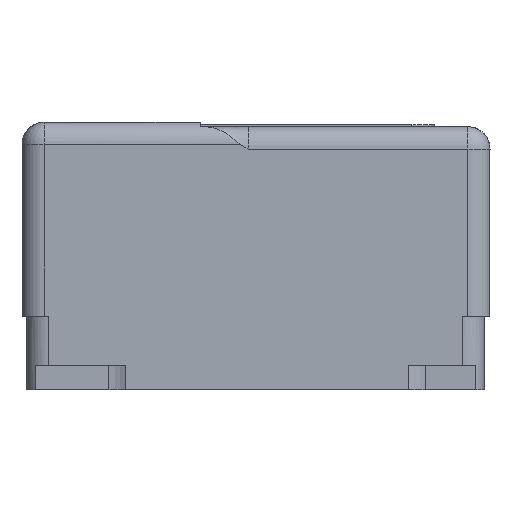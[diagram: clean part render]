
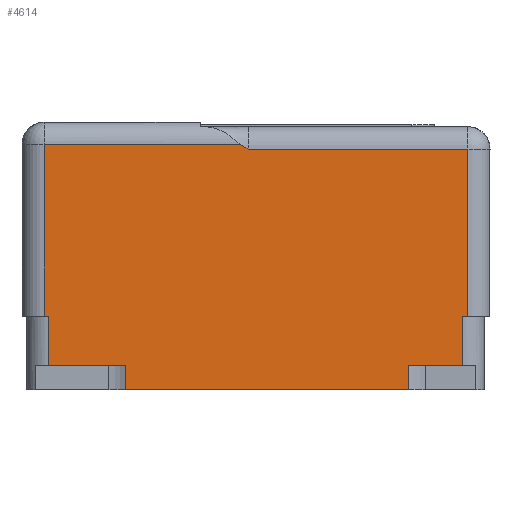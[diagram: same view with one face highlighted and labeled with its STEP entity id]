
A CAD part, left-side view. The second image highlights one B-rep face of the part: STEP entity #4614.
In plain terms, the highlighted planar face has unit normal (-1, 0, 0).
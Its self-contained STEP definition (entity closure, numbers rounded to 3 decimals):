
#73=DIRECTION('',(0.,-1.,0.));
#74=VECTOR('',#73,12.7);
#75=CARTESIAN_POINT('',(0.,-4.65,0.));
#76=LINE('',#75,#74);
#217=DIRECTION('',(0.,0.,1.));
#218=VECTOR('',#217,1.1);
#219=CARTESIAN_POINT('',(0.,-4.65,0.));
#220=LINE('',#219,#218);
#224=DIRECTION('',(0.,-1.,0.));
#225=VECTOR('',#224,3.45);
#226=CARTESIAN_POINT('',(0.,-1.2,1.1));
#227=LINE('',#226,#225);
#231=DIRECTION('',(0.,0.,-1.));
#232=VECTOR('',#231,2.2);
#233=CARTESIAN_POINT('',(0.,-1.2,3.3));
#234=LINE('',#233,#232);
#238=DIRECTION('',(0.,-1.,0.));
#239=VECTOR('',#238,0.2);
#240=CARTESIAN_POINT('',(0.,-1.,3.3));
#241=LINE('',#240,#239);
#245=DIRECTION('',(0.,0.,1.));
#246=VECTOR('',#245,7.7);
#247=CARTESIAN_POINT('',(0.,-1.,3.3));
#248=LINE('',#247,#246);
#252=DIRECTION('',(0.,1.,0.));
#253=VECTOR('',#252,8.801);
#254=CARTESIAN_POINT('',(0.,-9.801,11.));
#255=LINE('',#254,#253);
#259=CARTESIAN_POINT('',(0.,-10.15,10.8));
#260=CARTESIAN_POINT('',(0.,-10.092,10.834));
#261=CARTESIAN_POINT('',(0.,-9.976,10.901));
#262=CARTESIAN_POINT('',(0.,-9.859,10.967));
#263=CARTESIAN_POINT('',(0.,-9.801,11.));
#268=DIRECTION('',(0.,1.,0.));
#269=VECTOR('',#268,9.85);
#270=CARTESIAN_POINT('',(0.,-20.,10.8));
#271=LINE('',#270,#269);
#275=DIRECTION('',(0.,0.,-1.));
#276=VECTOR('',#275,7.5);
#277=CARTESIAN_POINT('',(0.,-20.,10.8));
#278=LINE('',#277,#276);
#282=DIRECTION('',(0.,1.,0.));
#283=VECTOR('',#282,0.25);
#284=CARTESIAN_POINT('',(0.,-20.,3.3));
#285=LINE('',#284,#283);
#289=DIRECTION('',(0.,0.,1.));
#290=VECTOR('',#289,2.2);
#291=CARTESIAN_POINT('',(0.,-19.75,1.1));
#292=LINE('',#291,#290);
#296=DIRECTION('',(0.,-1.,0.));
#297=VECTOR('',#296,2.4);
#298=CARTESIAN_POINT('',(0.,-17.35,1.1));
#299=LINE('',#298,#297);
#303=DIRECTION('',(0.,0.,1.));
#304=VECTOR('',#303,1.1);
#305=CARTESIAN_POINT('',(0.,-17.35,0.));
#306=LINE('',#305,#304);
#3967=CARTESIAN_POINT('',(0.,-4.65,1.1));
#3969=VERTEX_POINT('',#3967);
#3970=CARTESIAN_POINT('',(0.,-4.65,0.));
#3971=VERTEX_POINT('',#3970);
#3974=CARTESIAN_POINT('',(0.,-17.35,1.1));
#3976=VERTEX_POINT('',#3974);
#3980=CARTESIAN_POINT('',(0.,-17.35,0.));
#3981=VERTEX_POINT('',#3980);
#4010=CARTESIAN_POINT('',(0.,-1.2,1.1));
#4011=VERTEX_POINT('',#4010);
#4012=CARTESIAN_POINT('',(0.,-19.75,1.1));
#4013=VERTEX_POINT('',#4012);
#4066=CARTESIAN_POINT('',(0.,-20.,10.8));
#4067=CARTESIAN_POINT('',(0.,-10.15,10.8));
#4068=VERTEX_POINT('',#4066);
#4069=VERTEX_POINT('',#4067);
#4076=CARTESIAN_POINT('',(0.,-20.,3.3));
#4077=VERTEX_POINT('',#4076);
#4096=CARTESIAN_POINT('',(0.,-19.75,3.3));
#4097=VERTEX_POINT('',#4096);
#4166=CARTESIAN_POINT('',(0.,-1.2,3.3));
#4167=VERTEX_POINT('',#4166);
#4318=VERTEX_POINT('',#263);
#4325=CARTESIAN_POINT('',(0.,-1.,11.));
#4327=VERTEX_POINT('',#4325);
#4331=CARTESIAN_POINT('',(0.,-1.,3.3));
#4332=VERTEX_POINT('',#4331);
#4580=CARTESIAN_POINT('',(0.,0.,0.));
#4581=DIRECTION('',(-1.,0.,0.));
#4582=DIRECTION('',(0.,-1.,0.));
#4583=AXIS2_PLACEMENT_3D('',#4580,#4581,#4582);
#4584=PLANE('',#4583);
#4586=ORIENTED_EDGE('',*,*,#4585,.T.);
#4588=ORIENTED_EDGE('',*,*,#4587,.F.);
#4590=ORIENTED_EDGE('',*,*,#4589,.F.);
#4592=ORIENTED_EDGE('',*,*,#4591,.F.);
#4594=ORIENTED_EDGE('',*,*,#4593,.T.);
#4596=ORIENTED_EDGE('',*,*,#4595,.F.);
#4598=ORIENTED_EDGE('',*,*,#4597,.F.);
#4600=ORIENTED_EDGE('',*,*,#4599,.F.);
#4602=ORIENTED_EDGE('',*,*,#4601,.T.);
#4604=ORIENTED_EDGE('',*,*,#4603,.T.);
#4606=ORIENTED_EDGE('',*,*,#4605,.F.);
#4608=ORIENTED_EDGE('',*,*,#4607,.F.);
#4610=ORIENTED_EDGE('',*,*,#4609,.F.);
#4611=ORIENTED_EDGE('',*,*,#4467,.F.);
#4612=EDGE_LOOP('',(#4586,#4588,#4590,#4592,#4594,#4596,#4598,#4600,#4602,#4604,
#4606,#4608,#4610,#4611));
#4613=FACE_OUTER_BOUND('',#4612,.F.);
#264=B_SPLINE_CURVE_WITH_KNOTS('',3,(#259,#260,#261,#262,#263),.UNSPECIFIED.,
.F.,.F.,(4,1,4),(0.,0.5,1.),.UNSPECIFIED.);
#4467=EDGE_CURVE('',#3971,#3981,#76,.T.);
#4585=EDGE_CURVE('',#3971,#3969,#220,.T.);
#4587=EDGE_CURVE('',#4011,#3969,#227,.T.);
#4589=EDGE_CURVE('',#4167,#4011,#234,.T.);
#4591=EDGE_CURVE('',#4332,#4167,#241,.T.);
#4593=EDGE_CURVE('',#4332,#4327,#248,.T.);
#4595=EDGE_CURVE('',#4318,#4327,#255,.T.);
#4597=EDGE_CURVE('',#4069,#4318,#264,.T.);
#4599=EDGE_CURVE('',#4068,#4069,#271,.T.);
#4601=EDGE_CURVE('',#4068,#4077,#278,.T.);
#4603=EDGE_CURVE('',#4077,#4097,#285,.T.);
#4605=EDGE_CURVE('',#4013,#4097,#292,.T.);
#4607=EDGE_CURVE('',#3976,#4013,#299,.T.);
#4609=EDGE_CURVE('',#3981,#3976,#306,.T.);
#4614=ADVANCED_FACE('',(#4613),#4584,.T.);
